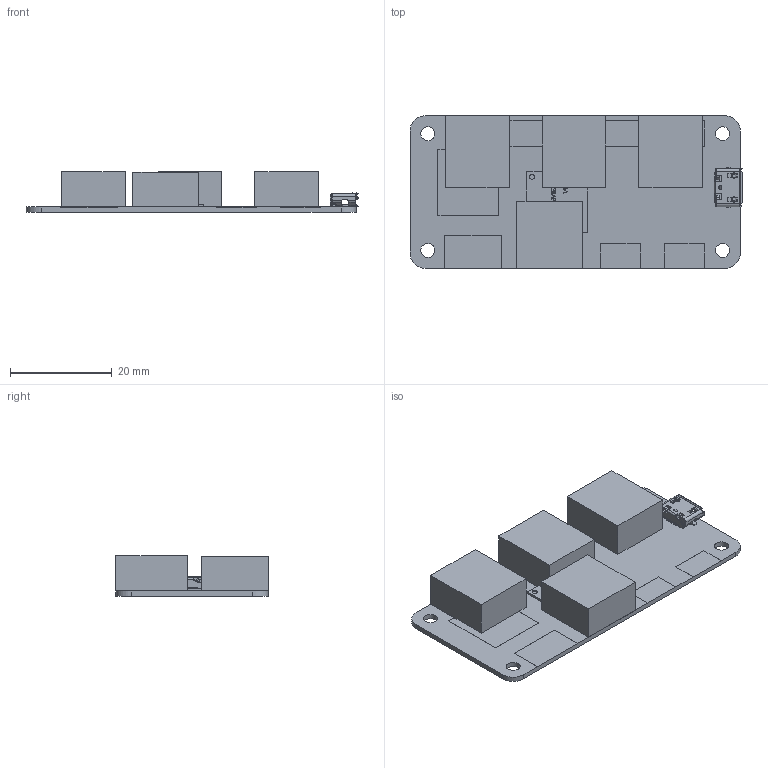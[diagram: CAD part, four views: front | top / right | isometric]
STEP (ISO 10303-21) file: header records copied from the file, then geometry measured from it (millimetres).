
FILE_DESCRIPTION(/* description */ (''),/* implementation_level */ '2;1');
FILE_NAME(/* name */ 'USB HAT v8.stp',/* time_stamp */ '2016-10-05T23:31:41-04:00',/* author */ (''),/* organization */ (''),/* preprocessor_version */ 'ST-DEVELOPER v16.5',/* originating_system */ 'Autodesk Translation Framework v5.1.0.3141',/* authorisation */ '');
FILE_SCHEMA (('AUTOMOTIVE_DESIGN { 1 0 10303 214 3 1 1 }'));
Length unit declared in the file: centimetre
Products named in the file (7): USB HAT v8; raspberry_pi_zero(CI)_Dfaut; raspberry_pi_zero(micro_USB); raspberry_pi_zero(micro_USB_cover); raspberry_pi_zero(micro_USB_contacts); raspberry_pi_zero(FBGA_12x12)_Dfaut; USB
Assembly tree (6 placements, depth 3):
  USB HAT v8
    raspberry_pi_zero(CI)_Dfaut
    raspberry_pi_zero(micro_USB)
      raspberry_pi_zero(micro_USB_cover)
      raspberry_pi_zero(micro_USB_contacts)
    raspberry_pi_zero(FBGA_12x12)_Dfaut
    USB
Bounding box: 65.33 x 30 x 7.9 mm (x, y, z)
Volume: 6811.8 mm3; surface area: 7534.6 mm2
Topology: 13 solids, 13 shells, 1547 faces, 3861 edges, 2348 vertices
Faces by surface type: plane 624, cylinder 520, torus 240, bspline 143, sphere 20
Full cylindrical faces by diameter (mm): 1 x1, 2.75 x4
Entity records: 50850 total; most frequent: CARTESIAN_POINT 13815, DIRECTION 7711, ORIENTED_EDGE 7678, EDGE_CURVE 3839, AXIS2_PLACEMENT_3D 2725, VERTEX_POINT 2348, LINE 2261, VECTOR 2261
